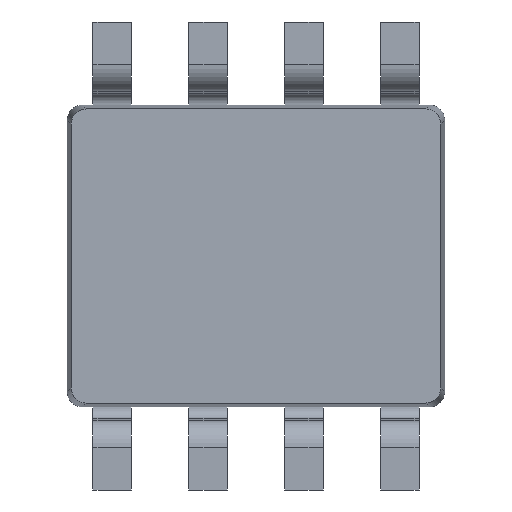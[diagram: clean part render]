
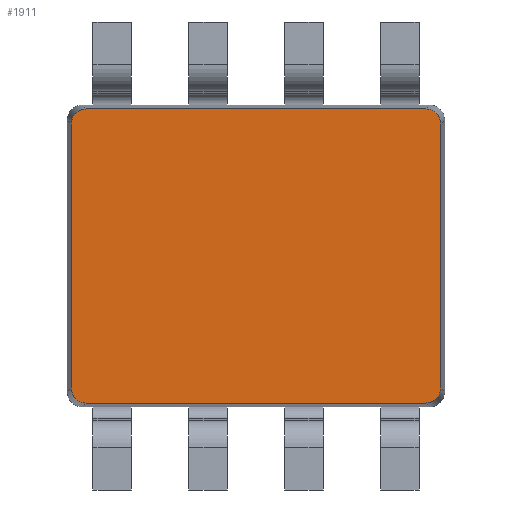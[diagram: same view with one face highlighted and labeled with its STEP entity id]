
A CAD part, front view. The second image highlights one B-rep face of the part: STEP entity #1911.
In plain terms, the highlighted planar face has unit normal (0, -1, 0).
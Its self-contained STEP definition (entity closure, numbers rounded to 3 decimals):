
#58 = VERTEX_POINT ( 'NONE', #2887 ) ;
#77 = CARTESIAN_POINT ( 'NONE',  ( -2.248, 0.095, 1.948 ) ) ;
#104 = CARTESIAN_POINT ( 'NONE',  ( -2.448, 0.095, 1.748 ) ) ;
#322 = VECTOR ( 'NONE', #3311, 1000. ) ;
#480 = VERTEX_POINT ( 'NONE', #5205 ) ;
#521 = CARTESIAN_POINT ( 'NONE',  ( -2.448, 0.095, 1.865 ) ) ;
#526 = VECTOR ( 'NONE', #4477, 1000. ) ;
#623 = CARTESIAN_POINT ( 'NONE',  ( -2.5, 0.095, -1.948 ) ) ;
#790 = EDGE_CURVE ( 'NONE', #4169, #4221, #2459, .T. ) ;
#794 =( BOUNDED_CURVE ( )  B_SPLINE_CURVE ( 3, ( #77, #980, #521, #1423 ),
 .UNSPECIFIED., .F., .F. ) 
 B_SPLINE_CURVE_WITH_KNOTS ( ( 4, 4 ),
 ( 5.502, 7.065 ),
 .UNSPECIFIED. ) 
 CURVE ( )  GEOMETRIC_REPRESENTATION_ITEM ( )  RATIONAL_B_SPLINE_CURVE ( ( 1., 0.807, 0.807, 1. ) ) 
 REPRESENTATION_ITEM ( '' )  );
#838 = ORIENTED_EDGE ( 'NONE', *, *, #4874, .T. ) ;
#862 = CARTESIAN_POINT ( 'NONE',  ( -2.5, 0.095, 2. ) ) ;
#980 = CARTESIAN_POINT ( 'NONE',  ( -2.365, 0.095, 1.948 ) ) ;
#1016 =( BOUNDED_CURVE ( )  B_SPLINE_CURVE ( 3, ( #3940, #1296, #4386, #1762 ),
 .UNSPECIFIED., .F., .F. ) 
 B_SPLINE_CURVE_WITH_KNOTS ( ( 4, 4 ),
 ( 5.502, 7.065 ),
 .UNSPECIFIED. ) 
 CURVE ( )  GEOMETRIC_REPRESENTATION_ITEM ( )  RATIONAL_B_SPLINE_CURVE ( ( 1., 0.807, 0.807, 1. ) ) 
 REPRESENTATION_ITEM ( '' )  );
#1059 = CARTESIAN_POINT ( 'NONE',  ( 2.448, 0.095, 1.748 ) ) ;
#1062 = CARTESIAN_POINT ( 'NONE',  ( 2.448, 0.095, 1.748 ) ) ;
#1131 = ORIENTED_EDGE ( 'NONE', *, *, #4025, .T. ) ;
#1138 = EDGE_CURVE ( 'NONE', #58, #480, #3998, .T. ) ;
#1175 = ORIENTED_EDGE ( 'NONE', *, *, #2453, .T. ) ;
#1192 = CARTESIAN_POINT ( 'NONE',  ( 2.448, 0.095, -1.748 ) ) ;
#1268 = DIRECTION ( 'NONE',  ( 0., 0., -1. ) ) ;
#1296 = CARTESIAN_POINT ( 'NONE',  ( 2.365, 0.095, -1.948 ) ) ;
#1423 = CARTESIAN_POINT ( 'NONE',  ( -2.448, 0.095, 1.748 ) ) ;
#1430 = CARTESIAN_POINT ( 'NONE',  ( 2.248, 0.095, -1.948 ) ) ;
#1457 = FACE_OUTER_BOUND ( 'NONE', #1680, .T. ) ;
#1528 = ORIENTED_EDGE ( 'NONE', *, *, #3160, .T. ) ;
#1624 = VERTEX_POINT ( 'NONE', #1192 ) ;
#1680 = EDGE_LOOP ( 'NONE', ( #1871, #3766, #1131, #838, #1528, #3540, #5112, #1175 ) ) ;
#1762 = CARTESIAN_POINT ( 'NONE',  ( 2.448, 0.095, -1.748 ) ) ;
#1771 = DIRECTION ( 'NONE',  ( 0., 0., -1. ) ) ;
#1840 = EDGE_CURVE ( 'NONE', #4499, #4169, #3952, .T. ) ;
#1871 = ORIENTED_EDGE ( 'NONE', *, *, #1840, .T. ) ;
#1911 = ADVANCED_FACE ( 'NONE', ( #1457 ), #4329, .T. ) ;
#1966 = CARTESIAN_POINT ( 'NONE',  ( -2.448, 0.095, -1.865 ) ) ;
#2120 = AXIS2_PLACEMENT_3D ( 'NONE', #862, #4824, #1771 ) ;
#2258 = DIRECTION ( 'NONE',  ( 0., 0., 1. ) ) ;
#2318 = CARTESIAN_POINT ( 'NONE',  ( 2.448, 0.095, -2. ) ) ;
#2391 = CARTESIAN_POINT ( 'NONE',  ( -2.365, 0.095, -1.948 ) ) ;
#2453 = EDGE_CURVE ( 'NONE', #480, #4499, #794, .T. ) ;
#2459 =( BOUNDED_CURVE ( )  B_SPLINE_CURVE ( 3, ( #3279, #1966, #2391, #4206 ),
 .UNSPECIFIED., .F., .F. ) 
 B_SPLINE_CURVE_WITH_KNOTS ( ( 4, 4 ),
 ( 5.502, 7.065 ),
 .UNSPECIFIED. ) 
 CURVE ( )  GEOMETRIC_REPRESENTATION_ITEM ( )  RATIONAL_B_SPLINE_CURVE ( ( 1., 0.807, 0.807, 1. ) ) 
 REPRESENTATION_ITEM ( '' )  );
#2865 = CARTESIAN_POINT ( 'NONE',  ( 2.365, 0.095, 1.948 ) ) ;
#2887 = CARTESIAN_POINT ( 'NONE',  ( 2.248, 0.095, 1.948 ) ) ;
#3160 = EDGE_CURVE ( 'NONE', #1624, #3837, #4474, .T. ) ;
#3194 = VERTEX_POINT ( 'NONE', #1430 ) ;
#3279 = CARTESIAN_POINT ( 'NONE',  ( -2.448, 0.095, -1.748 ) ) ;
#3290 = EDGE_CURVE ( 'NONE', #3837, #58, #3362, .T. ) ;
#3311 = DIRECTION ( 'NONE',  ( 1., 0., 0. ) ) ;
#3362 =( BOUNDED_CURVE ( )  B_SPLINE_CURVE ( 3, ( #1062, #4954, #2865, #3667 ),
 .UNSPECIFIED., .F., .F. ) 
 B_SPLINE_CURVE_WITH_KNOTS ( ( 4, 4 ),
 ( 5.502, 7.065 ),
 .UNSPECIFIED. ) 
 CURVE ( )  GEOMETRIC_REPRESENTATION_ITEM ( )  RATIONAL_B_SPLINE_CURVE ( ( 1., 0.807, 0.807, 1. ) ) 
 REPRESENTATION_ITEM ( '' )  );
#3540 = ORIENTED_EDGE ( 'NONE', *, *, #3290, .T. ) ;
#3667 = CARTESIAN_POINT ( 'NONE',  ( 2.248, 0.095, 1.948 ) ) ;
#3766 = ORIENTED_EDGE ( 'NONE', *, *, #790, .T. ) ;
#3837 = VERTEX_POINT ( 'NONE', #1059 ) ;
#3940 = CARTESIAN_POINT ( 'NONE',  ( 2.248, 0.095, -1.948 ) ) ;
#3952 = LINE ( 'NONE', #4789, #4956 ) ;
#3957 = CARTESIAN_POINT ( 'NONE',  ( -2.448, 0.095, -1.748 ) ) ;
#3998 = LINE ( 'NONE', #4092, #526 ) ;
#4025 = EDGE_CURVE ( 'NONE', #4221, #3194, #5355, .T. ) ;
#4092 = CARTESIAN_POINT ( 'NONE',  ( 2.5, 0.095, 1.948 ) ) ;
#4169 = VERTEX_POINT ( 'NONE', #3957 ) ;
#4206 = CARTESIAN_POINT ( 'NONE',  ( -2.248, 0.095, -1.948 ) ) ;
#4221 = VERTEX_POINT ( 'NONE', #5211 ) ;
#4329 = PLANE ( 'NONE',  #2120 ) ;
#4386 = CARTESIAN_POINT ( 'NONE',  ( 2.448, 0.095, -1.865 ) ) ;
#4474 = LINE ( 'NONE', #2318, #4941 ) ;
#4477 = DIRECTION ( 'NONE',  ( -1., 0., 0. ) ) ;
#4499 = VERTEX_POINT ( 'NONE', #104 ) ;
#4789 = CARTESIAN_POINT ( 'NONE',  ( -2.448, 0.095, 2. ) ) ;
#4824 = DIRECTION ( 'NONE',  ( 0., -1., 0. ) ) ;
#4874 = EDGE_CURVE ( 'NONE', #3194, #1624, #1016, .T. ) ;
#4941 = VECTOR ( 'NONE', #2258, 1000. ) ;
#4954 = CARTESIAN_POINT ( 'NONE',  ( 2.448, 0.095, 1.865 ) ) ;
#4956 = VECTOR ( 'NONE', #1268, 1000. ) ;
#5112 = ORIENTED_EDGE ( 'NONE', *, *, #1138, .T. ) ;
#5205 = CARTESIAN_POINT ( 'NONE',  ( -2.248, 0.095, 1.948 ) ) ;
#5211 = CARTESIAN_POINT ( 'NONE',  ( -2.248, 0.095, -1.948 ) ) ;
#5355 = LINE ( 'NONE', #623, #322 ) ;
